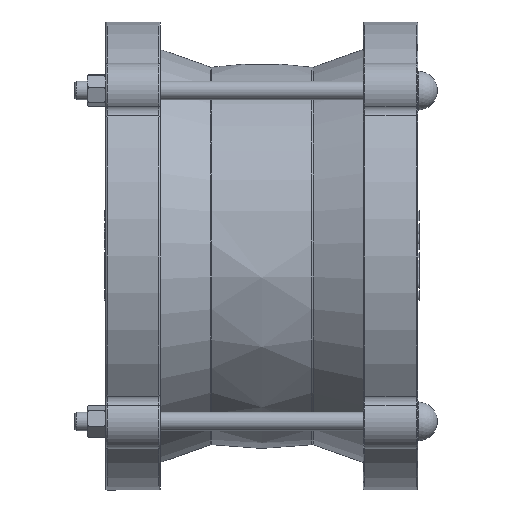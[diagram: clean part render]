
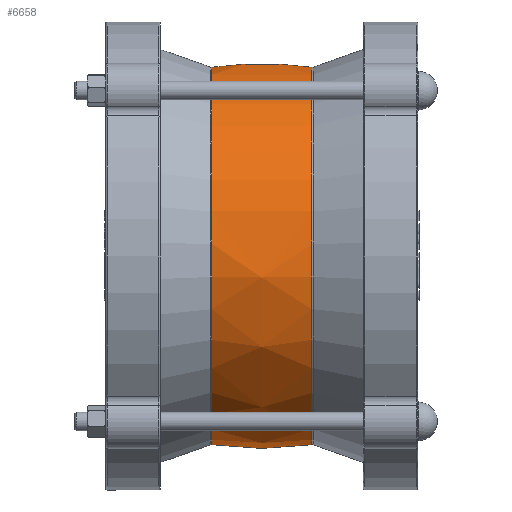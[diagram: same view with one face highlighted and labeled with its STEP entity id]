
A CAD part, left-side view. The second image highlights one B-rep face of the part: STEP entity #6658.
In plain terms, the highlighted free-form (B-spline) face has degree [2, 2] with [3, 9] control points.
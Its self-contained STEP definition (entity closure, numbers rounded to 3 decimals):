
#677=(
BOUNDED_SURFACE()
B_SPLINE_SURFACE(2,2,((#9523,#9524,#9525,#9526,#9527,#9528,#9529,#9530,
#9531),(#9532,#9533,#9534,#9535,#9536,#9537,#9538,#9539,#9540),(#9541,#9542,
#9543,#9544,#9545,#9546,#9547,#9548,#9549)),.UNSPECIFIED.,.F.,.T.,.F.)
B_SPLINE_SURFACE_WITH_KNOTS((3,3),(3,2,2,2,3),(-0.18,0.18),
(-3.142,-1.571,0.,1.571,3.142),
 .UNSPECIFIED.)
GEOMETRIC_REPRESENTATION_ITEM()
RATIONAL_B_SPLINE_SURFACE(((1.,0.707,1.,0.707,1.,
0.707,1.,0.707,1.),(0.984,0.696,
0.984,0.696,0.984,0.696,
0.984,0.696,0.984),(1.,0.707,
1.,0.707,1.,0.707,1.,0.707,1.)))
REPRESENTATION_ITEM('')
SURFACE()
);
#1564=FACE_OUTER_BOUND('',#1957,.T.);
#1957=EDGE_LOOP('',(#4349,#4350,#4351,#4352));
#2395=CIRCLE('',#7208,121.221);
#2399=CIRCLE('',#7213,121.221);
#2400=CIRCLE('',#7214,178.582);
#2708=VERTEX_POINT('',#9513);
#2711=VERTEX_POINT('',#9550);
#3349=EDGE_CURVE('',#2708,#2708,#2395,.T.);
#3354=EDGE_CURVE('',#2711,#2711,#2399,.T.);
#3355=EDGE_CURVE('',#2711,#2708,#2400,.T.);
#4349=ORIENTED_EDGE('',*,*,#3354,.F.);
#4350=ORIENTED_EDGE('',*,*,#3355,.T.);
#4351=ORIENTED_EDGE('',*,*,#3349,.F.);
#4352=ORIENTED_EDGE('',*,*,#3355,.F.);
#6658=ADVANCED_FACE('',(#1564),#677,.F.);
#7208=AXIS2_PLACEMENT_3D('',#9515,#7839,#7840);
#7213=AXIS2_PLACEMENT_3D('',#9551,#7850,#7851);
#7214=AXIS2_PLACEMENT_3D('',#9552,#7852,#7853);
#7839=DIRECTION('center_axis',(0.,-1.,0.));
#7840=DIRECTION('ref_axis',(-1.,0.,0.));
#7850=DIRECTION('center_axis',(0.,1.,0.));
#7851=DIRECTION('ref_axis',(-1.,0.,0.));
#7852=DIRECTION('center_axis',(-1.,0.,0.));
#7853=DIRECTION('ref_axis',(0.,0.,-1.));
#9513=CARTESIAN_POINT('',(0.,-31.977,-121.221));
#9515=CARTESIAN_POINT('Origin',(0.,-31.977,0.));
#9523=CARTESIAN_POINT('Ctrl Pts',(0.,-31.977,-121.221));
#9524=CARTESIAN_POINT('Ctrl Pts',(-121.221,-31.977,-121.221));
#9525=CARTESIAN_POINT('Ctrl Pts',(-121.221,-31.977,0.));
#9526=CARTESIAN_POINT('Ctrl Pts',(-121.221,-31.977,121.221));
#9527=CARTESIAN_POINT('Ctrl Pts',(0.,-31.977,121.221));
#9528=CARTESIAN_POINT('Ctrl Pts',(121.221,-31.977,121.221));
#9529=CARTESIAN_POINT('Ctrl Pts',(121.221,-31.977,0.));
#9530=CARTESIAN_POINT('Ctrl Pts',(121.221,-31.977,-121.221));
#9531=CARTESIAN_POINT('Ctrl Pts',(0.,-31.977,-121.221));
#9532=CARTESIAN_POINT('Ctrl Pts',(0.,0.,-127.041));
#9533=CARTESIAN_POINT('Ctrl Pts',(-127.041,0.,
-127.041));
#9534=CARTESIAN_POINT('Ctrl Pts',(-127.041,0.,
0.));
#9535=CARTESIAN_POINT('Ctrl Pts',(-127.041,0.,
127.041));
#9536=CARTESIAN_POINT('Ctrl Pts',(0.,0.,127.041));
#9537=CARTESIAN_POINT('Ctrl Pts',(127.041,0.,
127.041));
#9538=CARTESIAN_POINT('Ctrl Pts',(127.041,0.,
0.));
#9539=CARTESIAN_POINT('Ctrl Pts',(127.041,0.,
-127.041));
#9540=CARTESIAN_POINT('Ctrl Pts',(0.,0.,-127.041));
#9541=CARTESIAN_POINT('Ctrl Pts',(0.,31.977,-121.221));
#9542=CARTESIAN_POINT('Ctrl Pts',(-121.221,31.977,-121.221));
#9543=CARTESIAN_POINT('Ctrl Pts',(-121.221,31.977,0.));
#9544=CARTESIAN_POINT('Ctrl Pts',(-121.221,31.977,121.221));
#9545=CARTESIAN_POINT('Ctrl Pts',(0.,31.977,121.221));
#9546=CARTESIAN_POINT('Ctrl Pts',(121.221,31.977,121.221));
#9547=CARTESIAN_POINT('Ctrl Pts',(121.221,31.977,0.));
#9548=CARTESIAN_POINT('Ctrl Pts',(121.221,31.977,-121.221));
#9549=CARTESIAN_POINT('Ctrl Pts',(0.,31.977,-121.221));
#9550=CARTESIAN_POINT('',(0.,31.977,-121.221));
#9551=CARTESIAN_POINT('Origin',(0.,31.977,0.));
#9552=CARTESIAN_POINT('Origin',(0.,0.,54.474));
